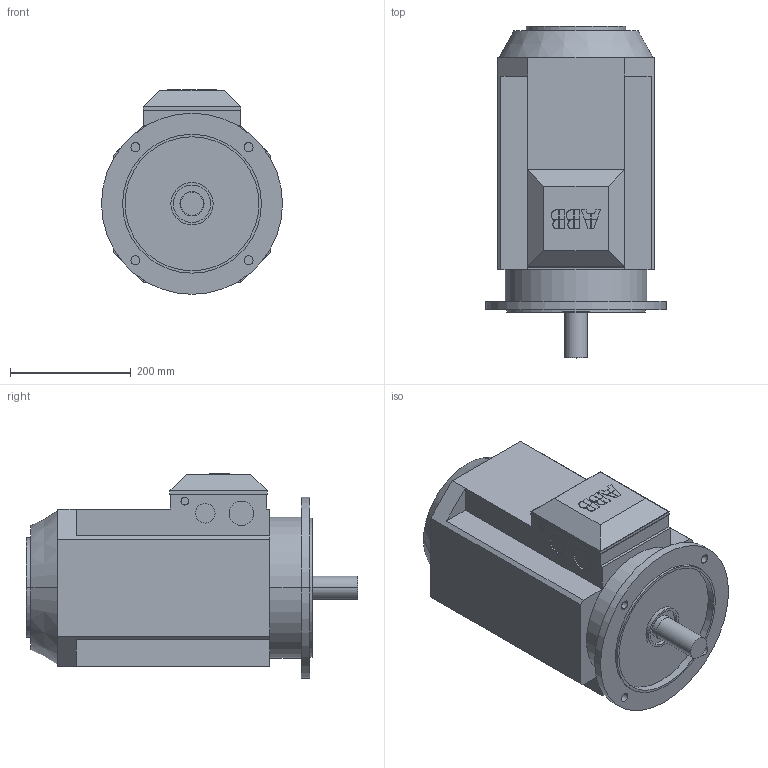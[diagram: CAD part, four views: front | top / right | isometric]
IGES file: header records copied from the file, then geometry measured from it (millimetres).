
Global section: file name: No Iges File Name specified; native system: Autodesk Inventor 2010; preprocessor: AutoDesk Inventor Iges Exporter R2010; author: esu00058; date: 20110302.110715; units: millimetre
Bounding box: 300 x 550 x 339 mm (x, y, z)
Volume: 26376037.5 mm3; surface area: 726825.3 mm2
Topology: 1 solids, 1 shells, 169 faces, 398 edges, 262 vertices
Faces by surface type: plane 107, bspline 32, cylinder 14, revolution 14, cone 2
